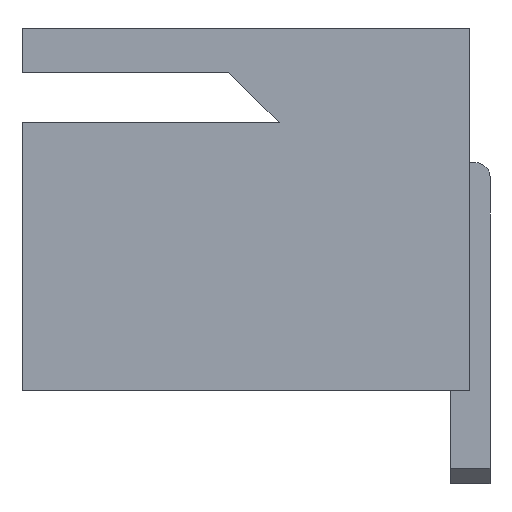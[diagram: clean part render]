
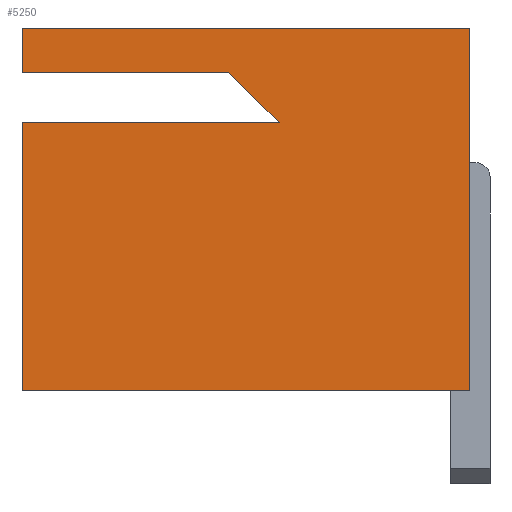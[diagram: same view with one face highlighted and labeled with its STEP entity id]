
A CAD part, left-side view. The second image highlights one B-rep face of the part: STEP entity #5250.
In plain terms, the highlighted planar face has unit normal (-1, 0, 0).
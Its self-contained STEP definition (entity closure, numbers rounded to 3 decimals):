
#388=FACE_OUTER_BOUND('',#705,.T.);
#705=EDGE_LOOP('',(#4251,#4252,#4253,#4254,#4255,#4256,#4257,#4258));
#1180=LINE('',#8898,#1821);
#1189=LINE('',#8918,#1830);
#1207=LINE('',#8949,#1848);
#1214=LINE('',#8962,#1855);
#1239=LINE('',#9009,#1880);
#1240=LINE('',#9011,#1881);
#1241=LINE('',#9012,#1882);
#1242=LINE('',#9013,#1883);
#1821=VECTOR('',#6311,1000.);
#1830=VECTOR('',#6324,1000.);
#1848=VECTOR('',#6348,1000.);
#1855=VECTOR('',#6357,1000.);
#1880=VECTOR('',#6396,1000.);
#1881=VECTOR('',#6397,1000.);
#1882=VECTOR('',#6398,1000.);
#1883=VECTOR('',#6399,1000.);
#2409=VERTEX_POINT('',#8895);
#2410=VERTEX_POINT('',#8897);
#2418=VERTEX_POINT('',#8915);
#2419=VERTEX_POINT('',#8917);
#2422=VERTEX_POINT('',#8929);
#2448=VERTEX_POINT('',#9007);
#2449=VERTEX_POINT('',#9008);
#2450=VERTEX_POINT('',#9010);
#3028=EDGE_CURVE('',#2409,#2410,#1180,.T.);
#3037=EDGE_CURVE('',#2419,#2418,#1189,.T.);
#3055=EDGE_CURVE('',#2422,#2410,#1207,.T.);
#3062=EDGE_CURVE('',#2419,#2409,#1214,.T.);
#3087=EDGE_CURVE('',#2448,#2449,#1239,.T.);
#3088=EDGE_CURVE('',#2449,#2450,#1240,.T.);
#3089=EDGE_CURVE('',#2450,#2422,#1241,.T.);
#3090=EDGE_CURVE('',#2418,#2448,#1242,.T.);
#4251=ORIENTED_EDGE('',*,*,#3087,.T.);
#4252=ORIENTED_EDGE('',*,*,#3088,.T.);
#4253=ORIENTED_EDGE('',*,*,#3089,.T.);
#4254=ORIENTED_EDGE('',*,*,#3055,.T.);
#4255=ORIENTED_EDGE('',*,*,#3028,.F.);
#4256=ORIENTED_EDGE('',*,*,#3062,.F.);
#4257=ORIENTED_EDGE('',*,*,#3037,.T.);
#4258=ORIENTED_EDGE('',*,*,#3090,.T.);
#4953=PLANE('',#5554);
#5250=ADVANCED_FACE('',(#388),#4953,.T.);
#5554=AXIS2_PLACEMENT_3D('',#9006,#6394,#6395);
#6311=DIRECTION('',(0.,0.,-1.));
#6324=DIRECTION('',(0.,0.,-1.));
#6348=DIRECTION('',(0.,-1.,0.));
#6357=DIRECTION('',(0.,-1.,0.));
#6394=DIRECTION('center_axis',(-1.,0.,0.));
#6395=DIRECTION('ref_axis',(0.,1.,0.));
#6396=DIRECTION('',(0.,-0.707,-0.707));
#6397=DIRECTION('',(0.,1.,0.));
#6398=DIRECTION('',(0.,0.,-1.));
#6399=DIRECTION('',(0.,-1.,0.));
#8895=CARTESIAN_POINT('',(-6.147,-0.18,5.842));
#8897=CARTESIAN_POINT('',(-6.147,-0.18,0.));
#8898=CARTESIAN_POINT('',(-6.147,-0.18,5.842));
#8915=CARTESIAN_POINT('',(-6.147,7.034,5.131));
#8917=CARTESIAN_POINT('',(-6.147,7.034,5.842));
#8918=CARTESIAN_POINT('',(-6.147,7.034,5.842));
#8929=CARTESIAN_POINT('',(-6.147,7.034,0.));
#8949=CARTESIAN_POINT('',(-6.147,0.531,0.));
#8962=CARTESIAN_POINT('',(-6.147,0.531,5.842));
#9006=CARTESIAN_POINT('Origin',(-6.147,0.531,5.842));
#9007=CARTESIAN_POINT('',(-6.147,3.706,5.131));
#9008=CARTESIAN_POINT('',(-6.147,2.893,4.318));
#9009=CARTESIAN_POINT('',(-6.147,3.706,5.131));
#9010=CARTESIAN_POINT('',(-6.147,7.034,4.318));
#9011=CARTESIAN_POINT('',(-6.147,2.893,4.318));
#9012=CARTESIAN_POINT('',(-6.147,7.034,5.842));
#9013=CARTESIAN_POINT('',(-6.147,7.034,5.131));
